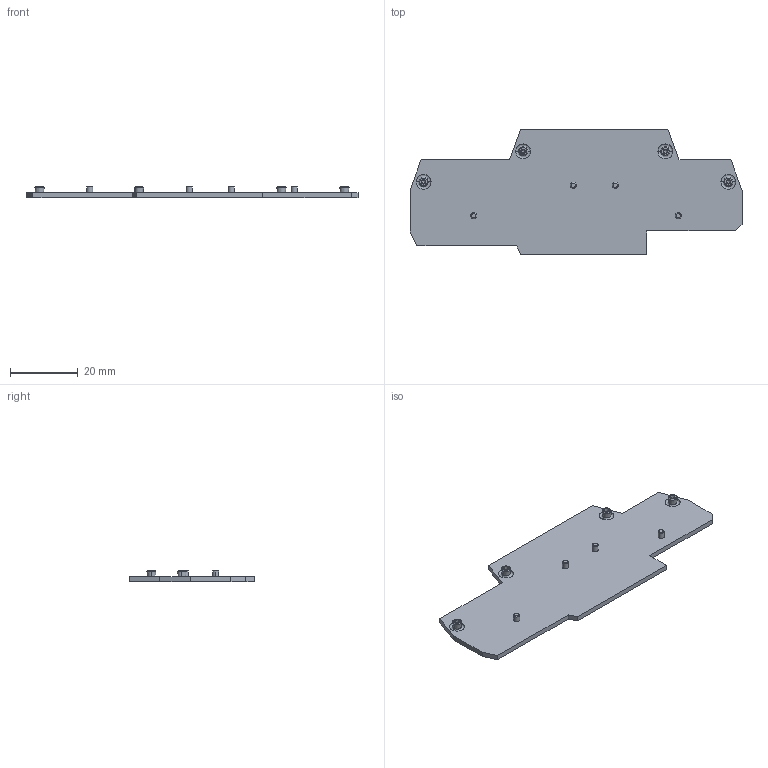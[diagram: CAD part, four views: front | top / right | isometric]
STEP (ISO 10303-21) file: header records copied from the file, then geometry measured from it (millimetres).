
FILE_DESCRIPTION (( 'STEP AP214' ), '1' );
FILE_NAME ('DN-QDEC12.step', '2018-09-20T17:47:45', ( '' ), ( '' ), 'SwSTEP 2.0', 'SolidWorks 2017', '' );
FILE_SCHEMA (( 'AUTOMOTIVE_DESIGN' ));
Length unit declared in the file: inch
Products named in the file (1): DN-QDEC12
Bounding box: 98 x 37 x 3.5 mm (x, y, z)
Volume: 4306.2 mm3; surface area: 6240.2 mm2
Topology: 1 solids, 1 shells, 82 faces, 182 edges, 114 vertices
Faces by surface type: cone 32, plane 30, bspline 12, cylinder 8
Entity records: 2452 total; most frequent: CARTESIAN_POINT 571, DIRECTION 410, ORIENTED_EDGE 364, EDGE_CURVE 182, AXIS2_PLACEMENT_3D 161, VERTEX_POINT 114, EDGE_LOOP 94, CIRCLE 90
